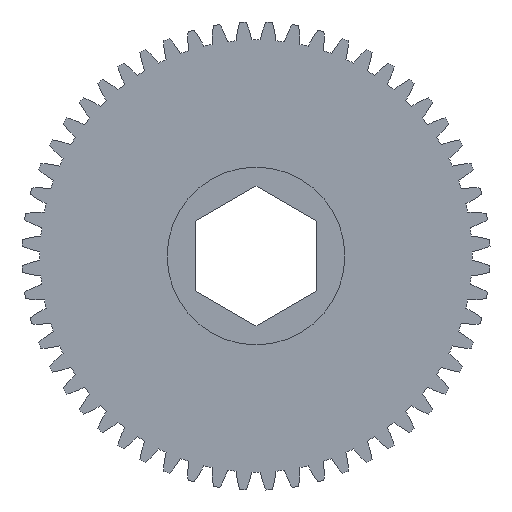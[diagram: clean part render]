
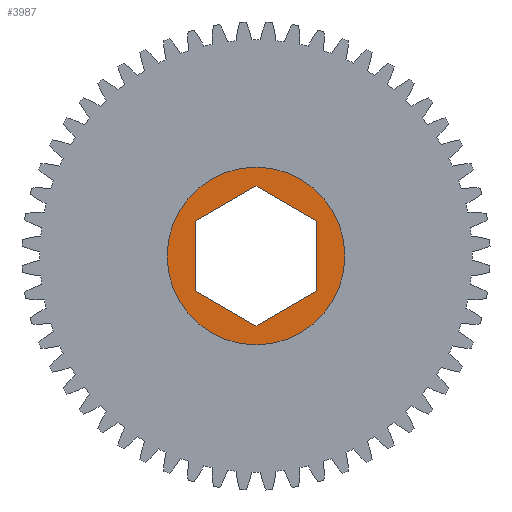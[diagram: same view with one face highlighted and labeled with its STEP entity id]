
A CAD part, left-side view. The second image highlights one B-rep face of the part: STEP entity #3987.
In plain terms, the highlighted planar face has unit normal (-1, 0, 0).
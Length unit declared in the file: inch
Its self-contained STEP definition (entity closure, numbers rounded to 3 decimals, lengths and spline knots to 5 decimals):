
#56 = CARTESIAN_POINT ( 'NONE',  ( 0.055, 0.375, -0.21651 ) ) ;
#609 = VECTOR ( 'NONE', #5666, 39.37008 ) ;
#763 = VECTOR ( 'NONE', #7509, 39.37008 ) ;
#999 = CARTESIAN_POINT ( 'NONE',  ( 0.055, 0., 0.55 ) ) ;
#1265 = EDGE_CURVE ( 'NONE', #5965, #5079, #2992, .T. ) ;
#1293 = VECTOR ( 'NONE', #4567, 39.37008 ) ;
#1295 = DIRECTION ( 'NONE',  ( -1., 0., 0. ) ) ;
#1481 = AXIS2_PLACEMENT_3D ( 'NONE', #6509, #2589, #7151 ) ;
#1540 = AXIS2_PLACEMENT_3D ( 'NONE', #6199, #3561, #8205 ) ;
#1617 = ORIENTED_EDGE ( 'NONE', *, *, #2358, .T. ) ;
#1662 = CARTESIAN_POINT ( 'NONE',  ( 0.055, -0.375, -0.21651 ) ) ;
#1931 = DIRECTION ( 'NONE',  ( 0., 0.866, -0.5 ) ) ;
#2076 = VECTOR ( 'NONE', #4765, 39.37008 ) ;
#2265 = ORIENTED_EDGE ( 'NONE', *, *, #5998, .T. ) ;
#2358 = EDGE_CURVE ( 'NONE', #6843, #7363, #2520, .T. ) ;
#2492 = LINE ( 'NONE', #3447, #2076 ) ;
#2520 = LINE ( 'NONE', #6351, #609 ) ;
#2589 = DIRECTION ( 'NONE',  ( -1., 0., 0. ) ) ;
#2776 = VERTEX_POINT ( 'NONE', #5019 ) ;
#2789 = LINE ( 'NONE', #6512, #6475 ) ;
#2987 = LINE ( 'NONE', #56, #4504 ) ;
#2992 = LINE ( 'NONE', #7995, #1293 ) ;
#3044 = ORIENTED_EDGE ( 'NONE', *, *, #4734, .T. ) ;
#3321 = ORIENTED_EDGE ( 'NONE', *, *, #5278, .T. ) ;
#3378 = CARTESIAN_POINT ( 'NONE',  ( 0.055, 0., 0.43301 ) ) ;
#3447 = CARTESIAN_POINT ( 'NONE',  ( 0.055, 0., 0.43301 ) ) ;
#3473 = CARTESIAN_POINT ( 'NONE',  ( 0.055, 0.375, -0.21651 ) ) ;
#3561 = DIRECTION ( 'NONE',  ( -1., 0., 0. ) ) ;
#3916 = CIRCLE ( 'NONE', #7854, 0.55 ) ;
#3987 = ADVANCED_FACE ( 'NONE', ( #8251, #6472 ), #4856, .T. ) ;
#4128 = CARTESIAN_POINT ( 'NONE',  ( 0.055, 0., -0.55 ) ) ;
#4337 = VERTEX_POINT ( 'NONE', #3378 ) ;
#4504 = VECTOR ( 'NONE', #5219, 39.37008 ) ;
#4567 = DIRECTION ( 'NONE',  ( 0., 0., -1. ) ) ;
#4734 = EDGE_CURVE ( 'NONE', #5079, #2776, #2789, .T. ) ;
#4765 = DIRECTION ( 'NONE',  ( 0., -0.866, 0.5 ) ) ;
#4856 = PLANE ( 'NONE',  #1540 ) ;
#4951 = ORIENTED_EDGE ( 'NONE', *, *, #5816, .T. ) ;
#5019 = CARTESIAN_POINT ( 'NONE',  ( 0.055, 0., -0.43301 ) ) ;
#5065 = EDGE_CURVE ( 'NONE', #4337, #5965, #7711, .T. ) ;
#5079 = VERTEX_POINT ( 'NONE', #1662 ) ;
#5155 = CARTESIAN_POINT ( 'NONE',  ( 0.055, 0., 0. ) ) ;
#5219 = DIRECTION ( 'NONE',  ( 0., 0.866, 0.5 ) ) ;
#5278 = EDGE_CURVE ( 'NONE', #7332, #6267, #3916, .T. ) ;
#5666 = DIRECTION ( 'NONE',  ( 0., 0., 1. ) ) ;
#5813 = DIRECTION ( 'NONE',  ( 0., 0., 1. ) ) ;
#5816 = EDGE_CURVE ( 'NONE', #6267, #7332, #6079, .T. ) ;
#5965 = VERTEX_POINT ( 'NONE', #6041 ) ;
#5998 = EDGE_CURVE ( 'NONE', #7363, #4337, #2492, .T. ) ;
#6041 = CARTESIAN_POINT ( 'NONE',  ( 0.055, -0.375, 0.21651 ) ) ;
#6079 = CIRCLE ( 'NONE', #1481, 0.55 ) ;
#6199 = CARTESIAN_POINT ( 'NONE',  ( 0.055, 0., 0. ) ) ;
#6210 = EDGE_LOOP ( 'NONE', ( #4951, #3321 ) ) ;
#6267 = VERTEX_POINT ( 'NONE', #999 ) ;
#6351 = CARTESIAN_POINT ( 'NONE',  ( 0.055, 0.375, 0.21651 ) ) ;
#6470 = ORIENTED_EDGE ( 'NONE', *, *, #6597, .T. ) ;
#6472 = FACE_BOUND ( 'NONE', #6971, .T. ) ;
#6475 = VECTOR ( 'NONE', #1931, 39.37008 ) ;
#6509 = CARTESIAN_POINT ( 'NONE',  ( 0.055, 0., 0. ) ) ;
#6512 = CARTESIAN_POINT ( 'NONE',  ( 0.055, 0., -0.43301 ) ) ;
#6597 = EDGE_CURVE ( 'NONE', #2776, #6843, #2987, .T. ) ;
#6805 = CARTESIAN_POINT ( 'NONE',  ( 0.055, 0.375, 0.21651 ) ) ;
#6843 = VERTEX_POINT ( 'NONE', #3473 ) ;
#6971 = EDGE_LOOP ( 'NONE', ( #2265, #7058, #8373, #3044, #6470, #1617 ) ) ;
#7058 = ORIENTED_EDGE ( 'NONE', *, *, #5065, .T. ) ;
#7151 = DIRECTION ( 'NONE',  ( 0., 0., 1. ) ) ;
#7332 = VERTEX_POINT ( 'NONE', #4128 ) ;
#7363 = VERTEX_POINT ( 'NONE', #6805 ) ;
#7509 = DIRECTION ( 'NONE',  ( 0., -0.866, -0.5 ) ) ;
#7711 = LINE ( 'NONE', #8199, #763 ) ;
#7854 = AXIS2_PLACEMENT_3D ( 'NONE', #5155, #1295, #5813 ) ;
#7995 = CARTESIAN_POINT ( 'NONE',  ( 0.055, -0.375, -0.21651 ) ) ;
#8199 = CARTESIAN_POINT ( 'NONE',  ( 0.055, -0.375, 0.21651 ) ) ;
#8205 = DIRECTION ( 'NONE',  ( 0., 0., 1. ) ) ;
#8251 = FACE_OUTER_BOUND ( 'NONE', #6210, .T. ) ;
#8373 = ORIENTED_EDGE ( 'NONE', *, *, #1265, .T. ) ;
